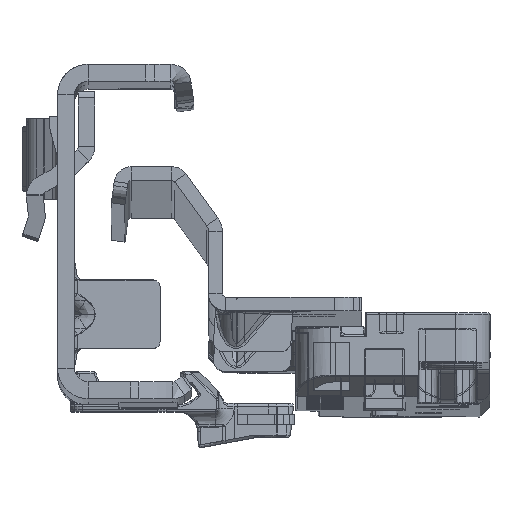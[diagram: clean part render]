
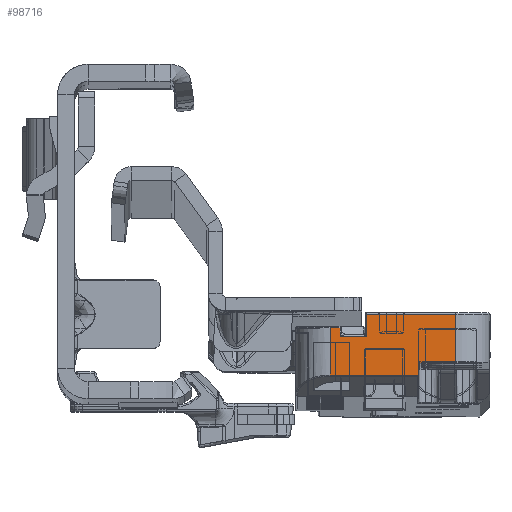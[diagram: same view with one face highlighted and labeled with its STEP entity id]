
A CAD part, top view. The second image highlights one B-rep face of the part: STEP entity #98716.
In plain terms, the highlighted face is planar.
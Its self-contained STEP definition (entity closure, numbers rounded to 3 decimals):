
#1592 = VECTOR ( 'NONE', #10151, 1000. ) ;
#3127 = CARTESIAN_POINT ( 'NONE',  ( 3.15, -1.15, -284.5 ) ) ;
#4071 = ORIENTED_EDGE ( 'NONE', *, *, #21998, .T. ) ;
#4415 = ORIENTED_EDGE ( 'NONE', *, *, #126123, .T. ) ;
#5493 = EDGE_CURVE ( 'NONE', #7406, #40910, #90014, .T. ) ;
#6208 =( BOUNDED_CURVE ( )  B_SPLINE_CURVE ( 3, ( #8129, #46761, #37736, #86003 ),
 .UNSPECIFIED., .F., .T. ) 
 B_SPLINE_CURVE_WITH_KNOTS ( ( 4, 4 ),
 ( 1.047, 1.571 ),
 .UNSPECIFIED. ) 
 CURVE ( )  GEOMETRIC_REPRESENTATION_ITEM ( )  RATIONAL_B_SPLINE_CURVE ( ( 1., 0.977, 0.977, 1. ) ) 
 REPRESENTATION_ITEM ( '' )  );
#7031 = DIRECTION ( 'NONE',  ( 0., 1., 0. ) ) ;
#7406 = VERTEX_POINT ( 'NONE', #59154 ) ;
#7624 = VERTEX_POINT ( 'NONE', #3127 ) ;
#8129 = CARTESIAN_POINT ( 'NONE',  ( -8.273, -6.785, -284.5 ) ) ;
#8491 = DIRECTION ( 'NONE',  ( 0., 0., 1. ) ) ;
#9716 = VECTOR ( 'NONE', #24759, 1000. ) ;
#10151 = DIRECTION ( 'NONE',  ( 0., -1., 0. ) ) ;
#12442 = DIRECTION ( 'NONE',  ( -1., 0., 0. ) ) ;
#14080 = EDGE_CURVE ( 'NONE', #53793, #94101, #64593, .T. ) ;
#14791 = VECTOR ( 'NONE', #12442, 1000. ) ;
#16700 = LINE ( 'NONE', #55975, #19418 ) ;
#17197 = VECTOR ( 'NONE', #34239, 1000. ) ;
#19100 = FACE_OUTER_BOUND ( 'NONE', #30098, .T. ) ;
#19418 = VECTOR ( 'NONE', #7031, 1000. ) ;
#21998 = EDGE_CURVE ( 'NONE', #58643, #7624, #51012, .T. ) ;
#22977 = VERTEX_POINT ( 'NONE', #100495 ) ;
#23273 = ORIENTED_EDGE ( 'NONE', *, *, #14080, .T. ) ;
#24179 = VECTOR ( 'NONE', #122162, 1000. ) ;
#24759 = DIRECTION ( 'NONE',  ( 1., 0., 0. ) ) ;
#25357 = CARTESIAN_POINT ( 'NONE',  ( -13.7, 2.1, -284.5 ) ) ;
#25767 = CARTESIAN_POINT ( 'NONE',  ( -13.7, 2., -284.5 ) ) ;
#29375 = DIRECTION ( 'NONE',  ( 1., 0., 0. ) ) ;
#29756 = ORIENTED_EDGE ( 'NONE', *, *, #38892, .T. ) ;
#30098 = EDGE_LOOP ( 'NONE', ( #4071, #75930, #55584, #47585, #4415, #29756, #44654, #100581, #78365, #45501, #23273, #52373 ) ) ;
#34239 = DIRECTION ( 'NONE',  ( 1., 0., 0. ) ) ;
#37736 = CARTESIAN_POINT ( 'NONE',  ( -8.3, -6.71, -284.5 ) ) ;
#38892 = EDGE_CURVE ( 'NONE', #99648, #22977, #6208, .T. ) ;
#39197 = EDGE_CURVE ( 'NONE', #87538, #59610, #71775, .T. ) ;
#40910 = VERTEX_POINT ( 'NONE', #49033 ) ;
#42025 = CARTESIAN_POINT ( 'NONE',  ( -8.3, -6.785, -284.5 ) ) ;
#44654 = ORIENTED_EDGE ( 'NONE', *, *, #119032, .F. ) ;
#45501 = ORIENTED_EDGE ( 'NONE', *, *, #101473, .T. ) ;
#46761 = CARTESIAN_POINT ( 'NONE',  ( -8.291, -6.749, -284.5 ) ) ;
#47585 = ORIENTED_EDGE ( 'NONE', *, *, #48965, .F. ) ;
#48023 = DIRECTION ( 'NONE',  ( 0., -1., 0. ) ) ;
#48965 = EDGE_CURVE ( 'NONE', #124341, #40910, #113130, .T. ) ;
#49033 = CARTESIAN_POINT ( 'NONE',  ( 4.6, 0.1, -284.5 ) ) ;
#49298 = DIRECTION ( 'NONE',  ( 0., 0., 1. ) ) ;
#49412 = CARTESIAN_POINT ( 'NONE',  ( -0.75, -0.9, -284.5 ) ) ;
#50420 = LINE ( 'NONE', #42025, #14791 ) ;
#51012 = LINE ( 'NONE', #119910, #17197 ) ;
#52373 = ORIENTED_EDGE ( 'NONE', *, *, #115521, .T. ) ;
#53793 = VERTEX_POINT ( 'NONE', #25357 ) ;
#54936 = DIRECTION ( 'NONE',  ( 1., 0., 0. ) ) ;
#55584 = ORIENTED_EDGE ( 'NONE', *, *, #5493, .T. ) ;
#55975 = CARTESIAN_POINT ( 'NONE',  ( 3.15, 0.1, -284.5 ) ) ;
#56038 = LINE ( 'NONE', #25767, #104389 ) ;
#58643 = VERTEX_POINT ( 'NONE', #86279 ) ;
#59154 = CARTESIAN_POINT ( 'NONE',  ( 3.15, 0.1, -284.5 ) ) ;
#59597 = PLANE ( 'NONE',  #83259 ) ;
#59610 = VERTEX_POINT ( 'NONE', #108169 ) ;
#59975 = VECTOR ( 'NONE', #54936, 1000. ) ;
#64593 = LINE ( 'NONE', #103819, #59975 ) ;
#67085 = CARTESIAN_POINT ( 'NONE',  ( -8.5, -5.2, -284.5 ) ) ;
#67383 = CARTESIAN_POINT ( 'NONE',  ( 19.8, 2.6, -284.5 ) ) ;
#67986 = LINE ( 'NONE', #98179, #125264 ) ;
#71775 = LINE ( 'NONE', #103276, #9716 ) ;
#75930 = ORIENTED_EDGE ( 'NONE', *, *, #108429, .T. ) ;
#78365 = ORIENTED_EDGE ( 'NONE', *, *, #39197, .F. ) ;
#83259 = AXIS2_PLACEMENT_3D ( 'NONE', #67383, #49298, #29375 ) ;
#86003 = CARTESIAN_POINT ( 'NONE',  ( -8.3, -6.669, -284.5 ) ) ;
#86279 = CARTESIAN_POINT ( 'NONE',  ( -0.75, -1.15, -284.5 ) ) ;
#86361 = DIRECTION ( 'NONE',  ( 1., 0., 0. ) ) ;
#86863 = DIRECTION ( 'NONE',  ( 0., 1., 0. ) ) ;
#87538 = VERTEX_POINT ( 'NONE', #120526 ) ;
#89036 = CARTESIAN_POINT ( 'NONE',  ( -8.273, -6.785, -284.5 ) ) ;
#90014 = LINE ( 'NONE', #119022, #113821 ) ;
#93212 = CARTESIAN_POINT ( 'NONE',  ( -0.75, 2.1, -284.5 ) ) ;
#94101 = VERTEX_POINT ( 'NONE', #93212 ) ;
#97058 = LINE ( 'NONE', #49412, #1592 ) ;
#98179 = CARTESIAN_POINT ( 'NONE',  ( -8.3, 0., -284.5 ) ) ;
#98716 = ADVANCED_FACE ( 'NONE', ( #19100 ), #59597, .F. ) ;
#99005 = CIRCLE ( 'NONE', #109324, 0.2 ) ;
#99648 = VERTEX_POINT ( 'NONE', #89036 ) ;
#99658 = DIRECTION ( 'NONE',  ( 1., 0., 0. ) ) ;
#100495 = CARTESIAN_POINT ( 'NONE',  ( -8.3, -6.669, -284.5 ) ) ;
#100581 = ORIENTED_EDGE ( 'NONE', *, *, #126386, .T. ) ;
#101473 = EDGE_CURVE ( 'NONE', #87538, #53793, #56038, .T. ) ;
#103276 = CARTESIAN_POINT ( 'NONE',  ( -8.3, -5., -284.5 ) ) ;
#103819 = CARTESIAN_POINT ( 'NONE',  ( -0.7, 2.1, -284.5 ) ) ;
#104389 = VECTOR ( 'NONE', #86863, 1000. ) ;
#104869 = CARTESIAN_POINT ( 'NONE',  ( 4.6, -6.785, -284.5 ) ) ;
#107782 = VERTEX_POINT ( 'NONE', #112775 ) ;
#108169 = CARTESIAN_POINT ( 'NONE',  ( -8.5, -5., -284.5 ) ) ;
#108429 = EDGE_CURVE ( 'NONE', #7624, #7406, #16700, .T. ) ;
#109324 = AXIS2_PLACEMENT_3D ( 'NONE', #67085, #8491, #86361 ) ;
#112775 = CARTESIAN_POINT ( 'NONE',  ( -8.3, -5.2, -284.5 ) ) ;
#113130 = LINE ( 'NONE', #113779, #24179 ) ;
#113779 = CARTESIAN_POINT ( 'NONE',  ( 4.6, -242.444, -284.5 ) ) ;
#113821 = VECTOR ( 'NONE', #99658, 1000. ) ;
#115521 = EDGE_CURVE ( 'NONE', #94101, #58643, #97058, .T. ) ;
#119022 = CARTESIAN_POINT ( 'NONE',  ( 4.6, 0.1, -284.5 ) ) ;
#119032 = EDGE_CURVE ( 'NONE', #107782, #22977, #67986, .T. ) ;
#119910 = CARTESIAN_POINT ( 'NONE',  ( 19.8, -1.15, -284.5 ) ) ;
#120526 = CARTESIAN_POINT ( 'NONE',  ( -13.7, -5., -284.5 ) ) ;
#122162 = DIRECTION ( 'NONE',  ( 0., 1., 0. ) ) ;
#124341 = VERTEX_POINT ( 'NONE', #104869 ) ;
#125264 = VECTOR ( 'NONE', #48023, 1000. ) ;
#126123 = EDGE_CURVE ( 'NONE', #124341, #99648, #50420, .T. ) ;
#126386 = EDGE_CURVE ( 'NONE', #107782, #59610, #99005, .T. ) ;
